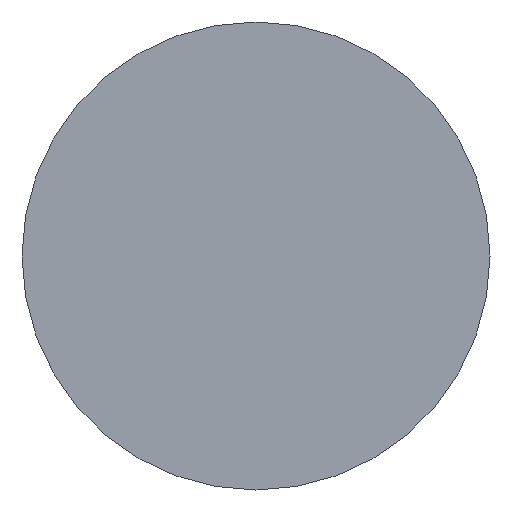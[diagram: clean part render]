
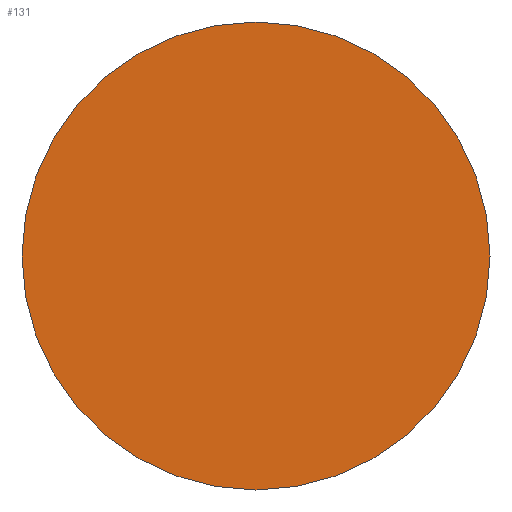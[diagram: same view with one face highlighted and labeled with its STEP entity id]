
A CAD part, left-side view. The second image highlights one B-rep face of the part: STEP entity #131.
In plain terms, the highlighted planar face has unit normal (-1, 0, 0).
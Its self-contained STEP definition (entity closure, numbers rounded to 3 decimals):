
#1 = CARTESIAN_POINT ( 'NONE',  ( -3., 0., 0. ) ) ;
#8 = ORIENTED_EDGE ( 'NONE', *, *, #153, .T. ) ;
#20 = VERTEX_POINT ( 'NONE', #175 ) ;
#23 = EDGE_LOOP ( 'NONE', ( #8, #156 ) ) ;
#28 = FACE_OUTER_BOUND ( 'NONE', #23, .T. ) ;
#31 = DIRECTION ( 'NONE',  ( 0., 0., -1. ) ) ;
#44 = CARTESIAN_POINT ( 'NONE',  ( -3., 0., 0. ) ) ;
#58 = DIRECTION ( 'NONE',  ( -1., 0., 0. ) ) ;
#62 = DIRECTION ( 'NONE',  ( 0., 0., 1. ) ) ;
#68 = EDGE_CURVE ( 'NONE', #126, #20, #71, .T. ) ;
#71 = CIRCLE ( 'NONE', #170, 12.7 ) ;
#78 = CARTESIAN_POINT ( 'NONE',  ( -3., 0., -12.7 ) ) ;
#105 = PLANE ( 'NONE',  #147 ) ;
#118 = DIRECTION ( 'NONE',  ( -1., 0., 0. ) ) ;
#119 = DIRECTION ( 'NONE',  ( 0., 0., 1. ) ) ;
#121 = CIRCLE ( 'NONE', #173, 12.7 ) ;
#126 = VERTEX_POINT ( 'NONE', #78 ) ;
#131 = ADVANCED_FACE ( 'NONE', ( #28 ), #105, .F. ) ;
#132 = CARTESIAN_POINT ( 'NONE',  ( -3., 12.7, 0. ) ) ;
#136 = DIRECTION ( 'NONE',  ( 1., 0., 0. ) ) ;
#147 = AXIS2_PLACEMENT_3D ( 'NONE', #132, #136, #31 ) ;
#153 = EDGE_CURVE ( 'NONE', #20, #126, #121, .T. ) ;
#156 = ORIENTED_EDGE ( 'NONE', *, *, #68, .T. ) ;
#170 = AXIS2_PLACEMENT_3D ( 'NONE', #44, #118, #62 ) ;
#173 = AXIS2_PLACEMENT_3D ( 'NONE', #1, #58, #119 ) ;
#175 = CARTESIAN_POINT ( 'NONE',  ( -3., 0., 12.7 ) ) ;
